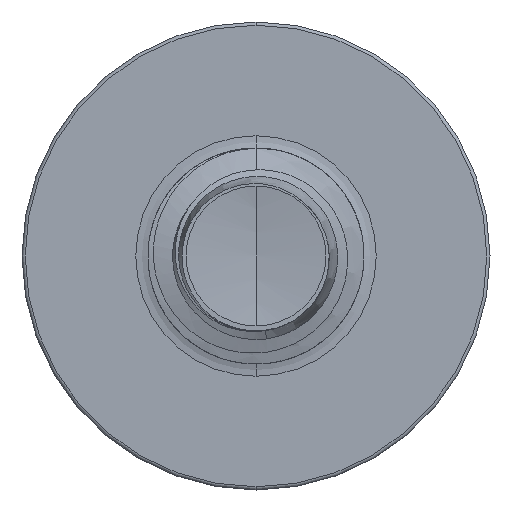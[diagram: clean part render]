
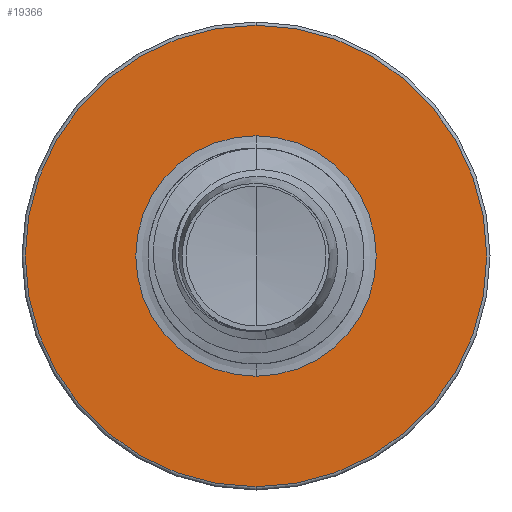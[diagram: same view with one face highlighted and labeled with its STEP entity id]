
A CAD part, front view. The second image highlights one B-rep face of the part: STEP entity #19366.
In plain terms, the highlighted planar face has unit normal (0, -1, 0).
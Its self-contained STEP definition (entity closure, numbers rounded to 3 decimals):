
#197 = ORIENTED_EDGE ( 'NONE', *, *, #16713, .F. ) ;
#241 = CARTESIAN_POINT ( 'NONE',  ( 0., 8.5, -1.67 ) ) ;
#638 = AXIS2_PLACEMENT_3D ( 'NONE', #16224, #5366, #18036 ) ;
#696 = DIRECTION ( 'NONE',  ( 0., 1., 0. ) ) ;
#864 = DIRECTION ( 'NONE',  ( 0., 0., 1. ) ) ;
#1104 = AXIS2_PLACEMENT_3D ( 'NONE', #16394, #5548, #18214 ) ;
#1113 = CARTESIAN_POINT ( 'NONE',  ( 0., 8.5, 1.67 ) ) ;
#1545 = CIRCLE ( 'NONE', #10386, 1.67 ) ;
#1875 = EDGE_CURVE ( 'NONE', #13918, #18787, #13641, .T. ) ;
#2013 = VERTEX_POINT ( 'NONE', #4004 ) ;
#2849 = AXIS2_PLACEMENT_3D ( 'NONE', #11693, #696, #13510 ) ;
#4004 = CARTESIAN_POINT ( 'NONE',  ( 0., 8.5, -3.205 ) ) ;
#5162 = EDGE_LOOP ( 'NONE', ( #18242, #17098 ) ) ;
#5366 = DIRECTION ( 'NONE',  ( 0., 1., 0. ) ) ;
#5548 = DIRECTION ( 'NONE',  ( 0., 1., 0. ) ) ;
#6046 = VERTEX_POINT ( 'NONE', #10428 ) ;
#6572 = FACE_BOUND ( 'NONE', #5162, .T. ) ;
#7176 = CIRCLE ( 'NONE', #1104, 3.205 ) ;
#7526 = PLANE ( 'NONE',  #10805 ) ;
#7677 = DIRECTION ( 'NONE',  ( 0., 1., 0. ) ) ;
#9923 = EDGE_CURVE ( 'NONE', #18787, #13918, #1545, .T. ) ;
#10386 = AXIS2_PLACEMENT_3D ( 'NONE', #22691, #11849, #864 ) ;
#10428 = CARTESIAN_POINT ( 'NONE',  ( 0., 8.5, 3.205 ) ) ;
#10805 = AXIS2_PLACEMENT_3D ( 'NONE', #241, #7677, #20330 ) ;
#11693 = CARTESIAN_POINT ( 'NONE',  ( 0., 8.5, 0. ) ) ;
#11849 = DIRECTION ( 'NONE',  ( 0., 1., 0. ) ) ;
#12103 = CARTESIAN_POINT ( 'NONE',  ( 0., 8.5, -1.67 ) ) ;
#13510 = DIRECTION ( 'NONE',  ( 0., 0., 1. ) ) ;
#13641 = CIRCLE ( 'NONE', #638, 1.67 ) ;
#13689 = ORIENTED_EDGE ( 'NONE', *, *, #22168, .F. ) ;
#13918 = VERTEX_POINT ( 'NONE', #12103 ) ;
#14494 = CIRCLE ( 'NONE', #2849, 3.205 ) ;
#16224 = CARTESIAN_POINT ( 'NONE',  ( 0., 8.5, 0. ) ) ;
#16394 = CARTESIAN_POINT ( 'NONE',  ( 0., 8.5, 0. ) ) ;
#16713 = EDGE_CURVE ( 'NONE', #2013, #6046, #7176, .T. ) ;
#17098 = ORIENTED_EDGE ( 'NONE', *, *, #1875, .T. ) ;
#18036 = DIRECTION ( 'NONE',  ( 0., 0., 1. ) ) ;
#18214 = DIRECTION ( 'NONE',  ( 0., 0., 1. ) ) ;
#18242 = ORIENTED_EDGE ( 'NONE', *, *, #9923, .T. ) ;
#18787 = VERTEX_POINT ( 'NONE', #1113 ) ;
#19366 = ADVANCED_FACE ( 'NONE', ( #20458, #6572 ), #7526, .F. ) ;
#19614 = EDGE_LOOP ( 'NONE', ( #13689, #197 ) ) ;
#20330 = DIRECTION ( 'NONE',  ( 0., 0., 1. ) ) ;
#20458 = FACE_OUTER_BOUND ( 'NONE', #19614, .T. ) ;
#22168 = EDGE_CURVE ( 'NONE', #6046, #2013, #14494, .T. ) ;
#22691 = CARTESIAN_POINT ( 'NONE',  ( 0., 8.5, 0. ) ) ;
